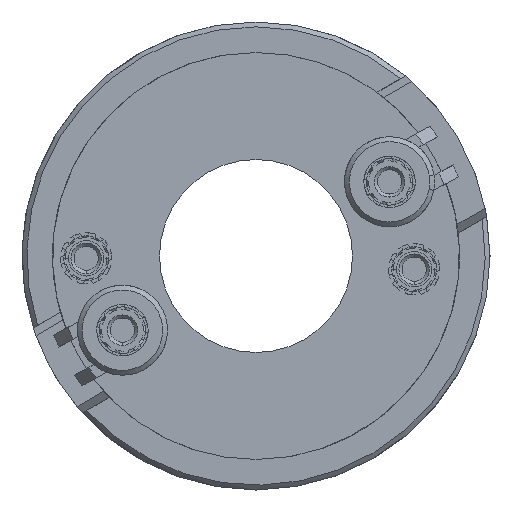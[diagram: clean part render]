
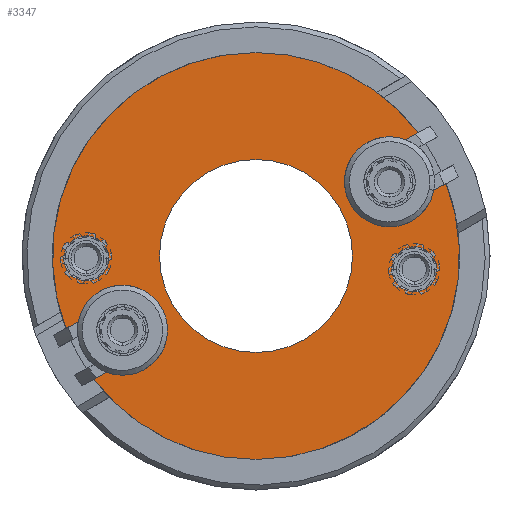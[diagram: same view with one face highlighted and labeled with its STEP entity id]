
A CAD part, front view. The second image highlights one B-rep face of the part: STEP entity #3347.
In plain terms, the highlighted face is planar.
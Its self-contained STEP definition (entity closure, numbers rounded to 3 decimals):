
#413=CARTESIAN_POINT('',(-67.5,0.,0.));
#414=DIRECTION('',(-1.,0.,0.));
#415=DIRECTION('',(0.,1.,0.));
#416=AXIS2_PLACEMENT_3D('',#413,#414,#415);
#418=CARTESIAN_POINT('',(-67.5,0.,0.));
#419=DIRECTION('',(-1.,0.,0.));
#420=DIRECTION('',(0.,-1.,0.));
#421=AXIS2_PLACEMENT_3D('',#418,#419,#420);
#436=CARTESIAN_POINT('',(-67.5,-4.614,-8.304));
#437=DIRECTION('',(-1.,0.,0.));
#438=DIRECTION('',(0.,-0.934,-0.357));
#439=AXIS2_PLACEMENT_3D('',#436,#437,#438);
#441=DIRECTION('',(0.,-0.486,-0.874));
#442=VECTOR('',#441,0.877);
#443=CARTESIAN_POINT('',(-67.5,-4.082,-11.054));
#444=LINE('',#443,#442);
#445=CARTESIAN_POINT('',(-67.5,0.,0.));
#446=DIRECTION('',(1.,0.,0.));
#447=DIRECTION('',(0.,-0.356,-0.934));
#448=AXIS2_PLACEMENT_3D('',#445,#446,#447);
#450=CARTESIAN_POINT('',(-67.5,0.,0.));
#451=DIRECTION('',(1.,0.,0.));
#452=DIRECTION('',(0.,1.,0.));
#453=AXIS2_PLACEMENT_3D('',#450,#451,#452);
#455=DIRECTION('',(0.,-0.486,-0.874));
#456=VECTOR('',#455,0.877);
#457=CARTESIAN_POINT('',(-67.5,7.654,10.071));
#458=LINE('',#457,#456);
#459=CARTESIAN_POINT('',(-67.5,4.614,8.304));
#460=DIRECTION('',(-1.,0.,0.));
#461=DIRECTION('',(0.,0.934,0.357));
#462=AXIS2_PLACEMENT_3D('',#459,#460,#461);
#464=DIRECTION('',(0.,0.486,0.874));
#465=VECTOR('',#464,0.877);
#466=CARTESIAN_POINT('',(-67.5,4.082,11.054));
#467=LINE('',#466,#465);
#468=CARTESIAN_POINT('',(-67.5,0.,0.));
#469=DIRECTION('',(1.,0.,0.));
#470=DIRECTION('',(0.,0.356,0.934));
#471=AXIS2_PLACEMENT_3D('',#468,#469,#470);
#473=CARTESIAN_POINT('',(-67.5,0.,0.));
#474=DIRECTION('',(1.,0.,0.));
#475=DIRECTION('',(0.,-1.,0.));
#476=AXIS2_PLACEMENT_3D('',#473,#474,#475);
#478=DIRECTION('',(0.,0.486,0.874));
#479=VECTOR('',#478,0.877);
#480=CARTESIAN_POINT('',(-67.5,-7.654,-10.071));
#481=LINE('',#480,#479);
#515=CARTESIAN_POINT('',(-67.5,-0.146,-10.558));
#516=DIRECTION('',(1.,0.,0.));
#517=DIRECTION('',(0.,0.,-1.));
#518=AXIS2_PLACEMENT_3D('',#515,#516,#517);
#520=CARTESIAN_POINT('',(-67.5,-0.146,-10.558));
#521=DIRECTION('',(1.,0.,0.));
#522=DIRECTION('',(0.,0.,1.));
#523=AXIS2_PLACEMENT_3D('',#520,#521,#522);
#525=CARTESIAN_POINT('',(-67.5,-0.826,9.839));
#526=DIRECTION('',(1.,0.,0.));
#527=DIRECTION('',(0.,0.,-1.));
#528=AXIS2_PLACEMENT_3D('',#525,#526,#527);
#530=CARTESIAN_POINT('',(-67.5,-0.826,9.839));
#531=DIRECTION('',(1.,0.,0.));
#532=DIRECTION('',(0.,0.,1.));
#533=AXIS2_PLACEMENT_3D('',#530,#531,#532);
#2653=CARTESIAN_POINT('',(-67.5,-4.082,-11.054));
#2654=CARTESIAN_POINT('',(-67.5,-4.507,-11.82));
#2655=VERTEX_POINT('',#2653);
#2656=VERTEX_POINT('',#2654);
#2657=CARTESIAN_POINT('',(-67.5,-7.654,-10.071));
#2658=CARTESIAN_POINT('',(-67.5,-7.229,-9.305));
#2659=VERTEX_POINT('',#2657);
#2660=VERTEX_POINT('',#2658);
#2665=CARTESIAN_POINT('',(-67.5,7.654,10.071));
#2666=CARTESIAN_POINT('',(-67.5,7.229,9.305));
#2667=VERTEX_POINT('',#2665);
#2668=VERTEX_POINT('',#2666);
#2677=CARTESIAN_POINT('',(-67.5,4.082,11.054));
#2678=CARTESIAN_POINT('',(-67.5,4.507,11.82));
#2679=VERTEX_POINT('',#2677);
#2680=VERTEX_POINT('',#2678);
#2681=CARTESIAN_POINT('',(-67.5,12.65,0.));
#2682=VERTEX_POINT('',#2681);
#2683=CARTESIAN_POINT('',(-67.5,-12.65,0.));
#2684=VERTEX_POINT('',#2683);
#2685=CARTESIAN_POINT('',(-67.5,-6.,0.));
#2686=CARTESIAN_POINT('',(-67.5,6.,0.));
#2687=VERTEX_POINT('',#2685);
#2688=VERTEX_POINT('',#2686);
#2689=CARTESIAN_POINT('',(-67.5,-0.146,-11.958));
#2690=CARTESIAN_POINT('',(-67.5,-0.146,-9.158));
#2691=VERTEX_POINT('',#2689);
#2692=VERTEX_POINT('',#2690);
#2697=CARTESIAN_POINT('',(-67.5,-0.826,8.439));
#2698=CARTESIAN_POINT('',(-67.5,-0.826,11.239));
#2699=VERTEX_POINT('',#2697);
#2700=VERTEX_POINT('',#2698);
#3306=CARTESIAN_POINT('',(-67.5,0.,0.));
#3307=DIRECTION('',(-1.,0.,0.));
#3308=DIRECTION('',(0.,-1.,0.));
#3309=AXIS2_PLACEMENT_3D('',#3306,#3307,#3308);
#3310=PLANE('',#3309);
#3312=ORIENTED_EDGE('',*,*,#3311,.T.);
#3314=ORIENTED_EDGE('',*,*,#3313,.T.);
#3316=ORIENTED_EDGE('',*,*,#3315,.T.);
#3317=ORIENTED_EDGE('',*,*,#2898,.T.);
#3318=ORIENTED_EDGE('',*,*,#3058,.T.);
#3319=ORIENTED_EDGE('',*,*,#3139,.T.);
#3321=ORIENTED_EDGE('',*,*,#3320,.T.);
#3322=ORIENTED_EDGE('',*,*,#2924,.T.);
#3324=ORIENTED_EDGE('',*,*,#3323,.T.);
#3326=ORIENTED_EDGE('',*,*,#3325,.T.);
#3327=EDGE_LOOP('',(#3312,#3314,#3316,#3317,#3318,#3319,#3321,#3322,#3324,
#3326));
#3328=FACE_OUTER_BOUND('',#3327,.F.);
#3330=ORIENTED_EDGE('',*,*,#3329,.T.);
#3332=ORIENTED_EDGE('',*,*,#3331,.T.);
#3333=EDGE_LOOP('',(#3330,#3332));
#3334=FACE_BOUND('',#3333,.F.);
#3336=ORIENTED_EDGE('',*,*,#3335,.F.);
#3338=ORIENTED_EDGE('',*,*,#3337,.F.);
#3339=EDGE_LOOP('',(#3336,#3338));
#3340=FACE_BOUND('',#3339,.F.);
#3342=ORIENTED_EDGE('',*,*,#3341,.F.);
#3344=ORIENTED_EDGE('',*,*,#3343,.F.);
#3345=EDGE_LOOP('',(#3342,#3344));
#3346=FACE_BOUND('',#3345,.F.);
#417=CIRCLE('',#416,6.);
#422=CIRCLE('',#421,6.);
#440=CIRCLE('',#439,2.8);
#449=CIRCLE('',#448,12.65);
#454=CIRCLE('',#453,12.65);
#463=CIRCLE('',#462,2.8);
#472=CIRCLE('',#471,12.65);
#477=CIRCLE('',#476,12.65);
#519=CIRCLE('',#518,1.4);
#524=CIRCLE('',#523,1.4);
#529=CIRCLE('',#528,1.4);
#534=CIRCLE('',#533,1.4);
#2898=EDGE_CURVE('',#2682,#2667,#454,.T.);
#2924=EDGE_CURVE('',#2680,#2684,#472,.T.);
#3058=EDGE_CURVE('',#2667,#2668,#458,.T.);
#3139=EDGE_CURVE('',#2668,#2679,#463,.T.);
#3311=EDGE_CURVE('',#2660,#2655,#440,.T.);
#3313=EDGE_CURVE('',#2655,#2656,#444,.T.);
#3315=EDGE_CURVE('',#2656,#2682,#449,.T.);
#3320=EDGE_CURVE('',#2679,#2680,#467,.T.);
#3323=EDGE_CURVE('',#2684,#2659,#477,.T.);
#3325=EDGE_CURVE('',#2659,#2660,#481,.T.);
#3329=EDGE_CURVE('',#2688,#2687,#417,.T.);
#3331=EDGE_CURVE('',#2687,#2688,#422,.T.);
#3335=EDGE_CURVE('',#2691,#2692,#519,.T.);
#3337=EDGE_CURVE('',#2692,#2691,#524,.T.);
#3341=EDGE_CURVE('',#2699,#2700,#529,.T.);
#3343=EDGE_CURVE('',#2700,#2699,#534,.T.);
#3347=ADVANCED_FACE('',(#3328,#3334,#3340,#3346),#3310,.T.);
